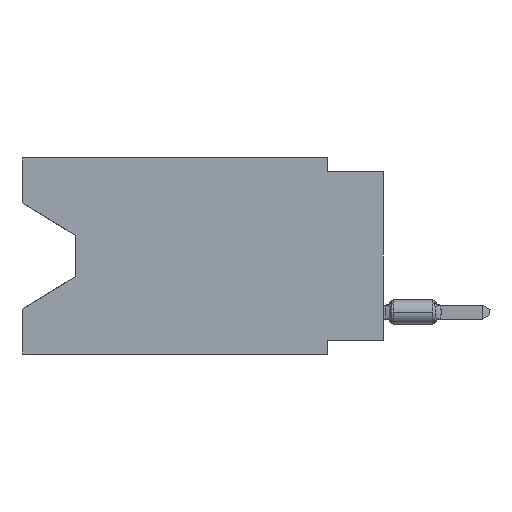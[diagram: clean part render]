
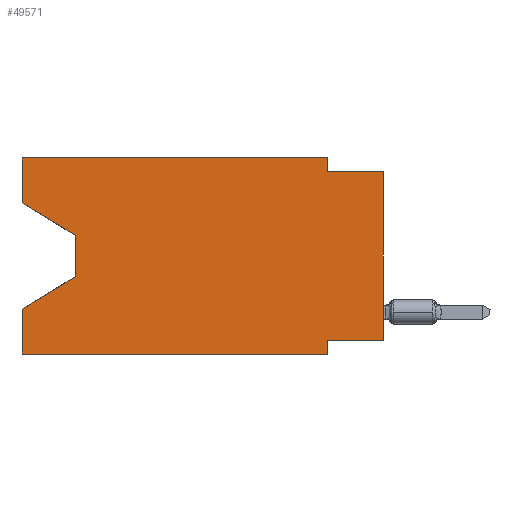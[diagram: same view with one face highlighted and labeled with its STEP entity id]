
A CAD part, left-side view. The second image highlights one B-rep face of the part: STEP entity #49571.
In plain terms, the highlighted planar face has unit normal (-1, 0, 0).
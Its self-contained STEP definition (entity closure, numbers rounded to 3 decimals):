
#240 = DIRECTION ( 'NONE',  ( 0., 0., 1. ) ) ;
#652 = EDGE_CURVE ( 'NONE', #36663, #58757, #43221, .T. ) ;
#2551 = ORIENTED_EDGE ( 'NONE', *, *, #27364, .F. ) ;
#2758 = CARTESIAN_POINT ( 'NONE',  ( 0., 16.383, -2.038 ) ) ;
#4372 = EDGE_CURVE ( 'NONE', #45763, #51975, #20527, .T. ) ;
#4578 = ORIENTED_EDGE ( 'NONE', *, *, #7361, .F. ) ;
#5712 = CARTESIAN_POINT ( 'NONE',  ( 0., 16.383, 0. ) ) ;
#6536 = EDGE_CURVE ( 'NONE', #51975, #49536, #15334, .T. ) ;
#7080 = EDGE_LOOP ( 'NONE', ( #56616, #49302, #36243, #55575, #12188, #52644, #43059, #36482, #4578, #2551, #64387, #46174 ) ) ;
#7199 = CARTESIAN_POINT ( 'NONE',  ( 0., 0., -0.635 ) ) ;
#7361 = EDGE_CURVE ( 'NONE', #17275, #59677, #8027, .T. ) ;
#8027 = LINE ( 'NONE', #28892, #52885 ) ;
#8288 = CARTESIAN_POINT ( 'NONE',  ( 0., 0., -8.255 ) ) ;
#8603 = PLANE ( 'NONE',  #62866 ) ;
#9970 = CARTESIAN_POINT ( 'NONE',  ( 0., 16.383, -8.89 ) ) ;
#11839 = LINE ( 'NONE', #21082, #34070 ) ;
#11952 = LINE ( 'NONE', #49253, #14295 ) ;
#12188 = ORIENTED_EDGE ( 'NONE', *, *, #50903, .T. ) ;
#12743 = DIRECTION ( 'NONE',  ( 0., 0., -1. ) ) ;
#13408 = CARTESIAN_POINT ( 'NONE',  ( 0., 16.383, 0. ) ) ;
#13915 = EDGE_CURVE ( 'NONE', #53106, #59677, #11952, .T. ) ;
#14295 = VECTOR ( 'NONE', #22537, 1000. ) ;
#15334 = LINE ( 'NONE', #56726, #42985 ) ;
#17275 = VERTEX_POINT ( 'NONE', #62594 ) ;
#20265 = VECTOR ( 'NONE', #50601, 1000. ) ;
#20527 = LINE ( 'NONE', #42784, #65658 ) ;
#21082 = CARTESIAN_POINT ( 'NONE',  ( 0., 16.383, 0. ) ) ;
#21563 = LINE ( 'NONE', #9970, #22576 ) ;
#22113 = CARTESIAN_POINT ( 'NONE',  ( 0., 2.54, -8.89 ) ) ;
#22121 = VERTEX_POINT ( 'NONE', #26770 ) ;
#22476 = LINE ( 'NONE', #23160, #50236 ) ;
#22537 = DIRECTION ( 'NONE',  ( 0., 0., 1. ) ) ;
#22576 = VECTOR ( 'NONE', #47273, 1000. ) ;
#23160 = CARTESIAN_POINT ( 'NONE',  ( 0., 2.54, 0. ) ) ;
#23609 = DIRECTION ( 'NONE',  ( 0., -0.855, -0.519 ) ) ;
#24324 = EDGE_CURVE ( 'NONE', #63798, #22121, #41135, .T. ) ;
#26770 = CARTESIAN_POINT ( 'NONE',  ( 0., 13.97, -5.385 ) ) ;
#27364 = EDGE_CURVE ( 'NONE', #49536, #17275, #22476, .T. ) ;
#28892 = CARTESIAN_POINT ( 'NONE',  ( 0., 0., -0.635 ) ) ;
#29482 = DIRECTION ( 'NONE',  ( 0., 0., -1. ) ) ;
#32556 = VECTOR ( 'NONE', #41454, 1000. ) ;
#34070 = VECTOR ( 'NONE', #240, 1000. ) ;
#36208 = DIRECTION ( 'NONE',  ( 0., -1., 0. ) ) ;
#36243 = ORIENTED_EDGE ( 'NONE', *, *, #45786, .T. ) ;
#36482 = ORIENTED_EDGE ( 'NONE', *, *, #13915, .T. ) ;
#36663 = VERTEX_POINT ( 'NONE', #41526 ) ;
#38073 = VECTOR ( 'NONE', #12743, 1000. ) ;
#38994 = LINE ( 'NONE', #49275, #20265 ) ;
#39667 = CARTESIAN_POINT ( 'NONE',  ( 0., 16.383, -8.89 ) ) ;
#41110 = CARTESIAN_POINT ( 'NONE',  ( 0., 13.97, -5.385 ) ) ;
#41135 = LINE ( 'NONE', #46629, #66621 ) ;
#41454 = DIRECTION ( 'NONE',  ( 0., 0.855, -0.519 ) ) ;
#41526 = CARTESIAN_POINT ( 'NONE',  ( 0., 2.54, -8.255 ) ) ;
#41803 = CARTESIAN_POINT ( 'NONE',  ( 0., 16.383, -2.038 ) ) ;
#42784 = CARTESIAN_POINT ( 'NONE',  ( 0., 16.383, 0. ) ) ;
#42870 = CARTESIAN_POINT ( 'NONE',  ( 0., 2.54, 0. ) ) ;
#42985 = VECTOR ( 'NONE', #36208, 1000. ) ;
#43059 = ORIENTED_EDGE ( 'NONE', *, *, #49993, .F. ) ;
#43221 = LINE ( 'NONE', #64412, #38073 ) ;
#45508 = LINE ( 'NONE', #2758, #45703 ) ;
#45703 = VECTOR ( 'NONE', #23609, 1000. ) ;
#45763 = VERTEX_POINT ( 'NONE', #41803 ) ;
#45786 = EDGE_CURVE ( 'NONE', #22121, #54248, #67432, .T. ) ;
#46078 = EDGE_CURVE ( 'NONE', #45763, #63798, #45508, .T. ) ;
#46174 = ORIENTED_EDGE ( 'NONE', *, *, #4372, .F. ) ;
#46629 = CARTESIAN_POINT ( 'NONE',  ( 0., 13.97, -3.505 ) ) ;
#47273 = DIRECTION ( 'NONE',  ( 0., -1., 0. ) ) ;
#49253 = CARTESIAN_POINT ( 'NONE',  ( 0., 0., 0. ) ) ;
#49275 = CARTESIAN_POINT ( 'NONE',  ( 0., 0., -8.255 ) ) ;
#49302 = ORIENTED_EDGE ( 'NONE', *, *, #24324, .T. ) ;
#49413 = CARTESIAN_POINT ( 'NONE',  ( 0., 13.97, -3.505 ) ) ;
#49536 = VERTEX_POINT ( 'NONE', #42870 ) ;
#49571 = ADVANCED_FACE ( 'NONE', ( #59919 ), #8603, .F. ) ;
#49993 = EDGE_CURVE ( 'NONE', #53106, #36663, #38994, .T. ) ;
#50236 = VECTOR ( 'NONE', #54639, 1000. ) ;
#50601 = DIRECTION ( 'NONE',  ( 0., 1., 0. ) ) ;
#50903 = EDGE_CURVE ( 'NONE', #52218, #58757, #21563, .T. ) ;
#51975 = VERTEX_POINT ( 'NONE', #5712 ) ;
#52218 = VERTEX_POINT ( 'NONE', #39667 ) ;
#52644 = ORIENTED_EDGE ( 'NONE', *, *, #652, .F. ) ;
#52885 = VECTOR ( 'NONE', #65830, 1000. ) ;
#53106 = VERTEX_POINT ( 'NONE', #8288 ) ;
#54248 = VERTEX_POINT ( 'NONE', #60640 ) ;
#54639 = DIRECTION ( 'NONE',  ( 0., 0., -1. ) ) ;
#55575 = ORIENTED_EDGE ( 'NONE', *, *, #58712, .F. ) ;
#56616 = ORIENTED_EDGE ( 'NONE', *, *, #46078, .T. ) ;
#56726 = CARTESIAN_POINT ( 'NONE',  ( 0., 16.383, 0. ) ) ;
#57822 = DIRECTION ( 'NONE',  ( 0., 0., 1. ) ) ;
#58712 = EDGE_CURVE ( 'NONE', #52218, #54248, #11839, .T. ) ;
#58757 = VERTEX_POINT ( 'NONE', #22113 ) ;
#59677 = VERTEX_POINT ( 'NONE', #7199 ) ;
#59919 = FACE_OUTER_BOUND ( 'NONE', #7080, .T. ) ;
#60640 = CARTESIAN_POINT ( 'NONE',  ( 0., 16.383, -6.852 ) ) ;
#61663 = DIRECTION ( 'NONE',  ( 0., 0., -1. ) ) ;
#62594 = CARTESIAN_POINT ( 'NONE',  ( 0., 2.54, -0.635 ) ) ;
#62866 = AXIS2_PLACEMENT_3D ( 'NONE', #13408, #66397, #29482 ) ;
#63798 = VERTEX_POINT ( 'NONE', #49413 ) ;
#64387 = ORIENTED_EDGE ( 'NONE', *, *, #6536, .F. ) ;
#64412 = CARTESIAN_POINT ( 'NONE',  ( 0., 2.54, -8.89 ) ) ;
#65658 = VECTOR ( 'NONE', #57822, 1000. ) ;
#65830 = DIRECTION ( 'NONE',  ( 0., -1., 0. ) ) ;
#66397 = DIRECTION ( 'NONE',  ( 1., 0., 0. ) ) ;
#66621 = VECTOR ( 'NONE', #61663, 1000. ) ;
#67432 = LINE ( 'NONE', #41110, #32556 ) ;
